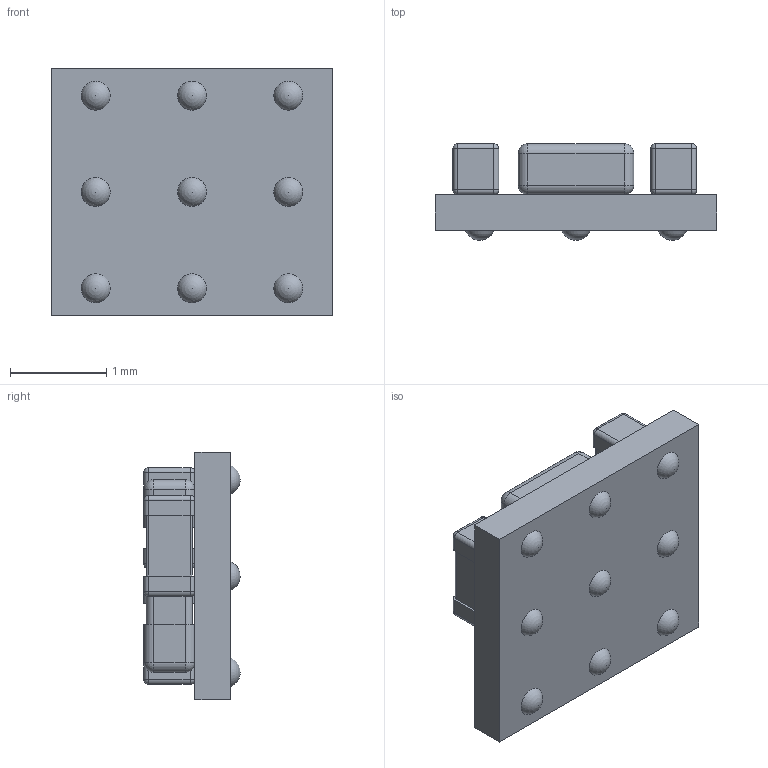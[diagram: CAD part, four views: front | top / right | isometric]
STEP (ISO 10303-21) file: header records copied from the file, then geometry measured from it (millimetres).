
FILE_DESCRIPTION (( 'STEP AP214' ), '1' );
FILE_NAME ('SIP9.STEP', '2020-08-06T12:44:32', ( '' ), ( '' ), 'SwSTEP 2.0', 'SolidWorks 2017', '' );
FILE_SCHEMA (( 'AUTOMOTIVE_DESIGN' ));
Length unit declared in the file: millimetre
Products named in the file (1): SIP9
Bounding box: 2.92 x 1 x 2.58 mm (x, y, z)
Volume: 4.9 mm3; surface area: 43.4 mm2
Topology: 25 solids, 25 shells, 254 faces, 568 edges, 315 vertices
Faces by surface type: plane 105, cylinder 100, sphere 49
Entity records: 7402 total; most frequent: DIRECTION 1238, CARTESIAN_POINT 1071, ORIENTED_EDGE 1020, EDGE_CURVE 510, AXIS2_PLACEMENT_3D 473, VERTEX_POINT 306, VECTOR 292, LINE 292
